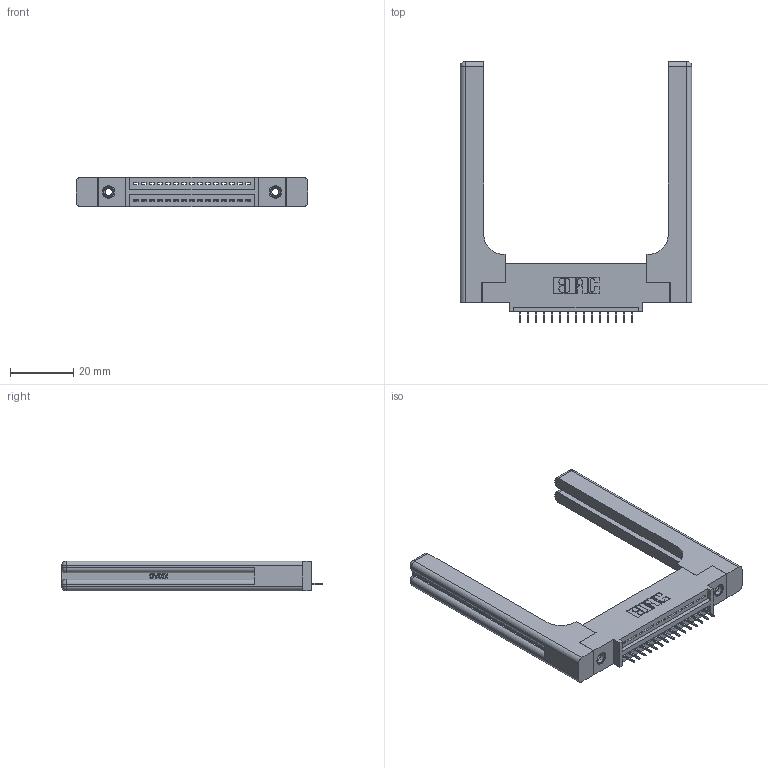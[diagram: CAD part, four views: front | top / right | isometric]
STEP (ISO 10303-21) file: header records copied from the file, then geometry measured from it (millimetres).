
FILE_DESCRIPTION (( 'STEP AP203' ), '1' );
FILE_NAME ('395-015-525-458.STEP', '2020-09-23T09:05:13', ( '' ), ( '' ), 'SwSTEP 2.0', 'SolidWorks 2020', '' );
FILE_SCHEMA (( 'CONFIG_CONTROL_DESIGN' ));
Length unit declared in the file: inch
Products named in the file (5): 345 Part_0.110 Offset - 0.156 Dia-TH; 345-220-058_345-220-058; 345-292-001_345-293-125; 395-015-525-458; 345-250-001_345-250-001-102
Assembly tree (20 placements, depth 2):
  395-015-525-458
    345 Part_0.110 Offset - 0.156 Dia-TH
    345-292-001_345-293-125  x15
    345-250-001_345-250-001-102  x2
    345-220-058_345-220-058  x2
Bounding box: 73.13 x 82.47 x 9.4 mm (x, y, z)
Volume: 15094.8 mm3; surface area: 13573.6 mm2
Topology: 20 solids, 20 shells, 1316 faces, 3719 edges, 2398 vertices
Faces by surface type: plane 922, cylinder 334, bspline 36, cone 12, sphere 8, torus 4
Entity records: 20312 total; most frequent: CARTESIAN_POINT 4490, ORIENTED_EDGE 3236, DIRECTION 2908, EDGE_CURVE 1618, LINE 1338, VECTOR 1338, VERTEX_POINT 1066, AXIS2_PLACEMENT_3D 785
